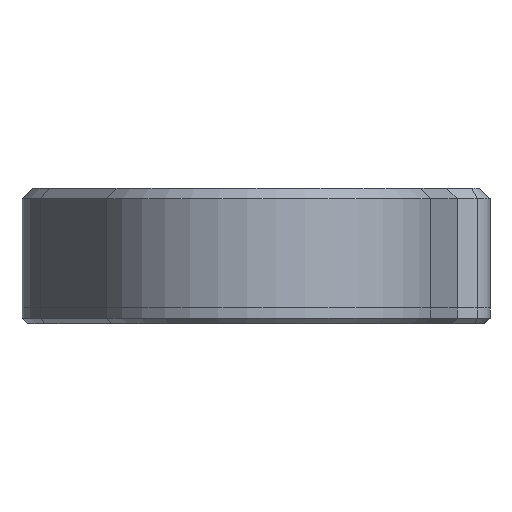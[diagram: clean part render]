
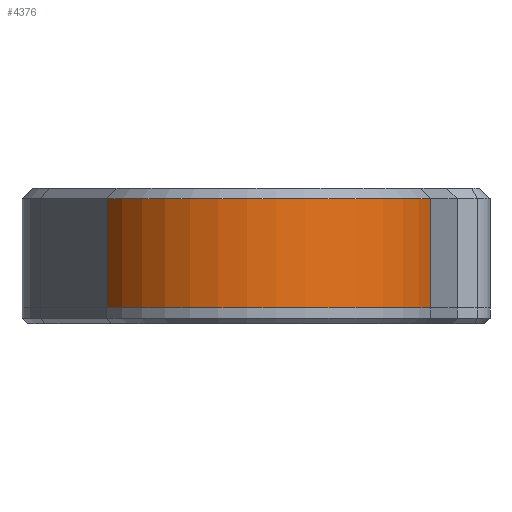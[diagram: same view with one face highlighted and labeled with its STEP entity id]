
A CAD part, front view. The second image highlights one B-rep face of the part: STEP entity #4376.
In plain terms, the highlighted cylindrical face has radius 34 mm (diameter 68 mm), a partial arc.
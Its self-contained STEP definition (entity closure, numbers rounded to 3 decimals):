
#341=CYLINDRICAL_SURFACE('',#4780,34.);
#553=FACE_OUTER_BOUND('',#846,.T.);
#846=EDGE_LOOP('',(#3699,#3700,#3701,#3702));
#1121=LINE('',#9496,#1419);
#1137=LINE('',#9539,#1435);
#1419=VECTOR('',#5683,10.);
#1435=VECTOR('',#5745,10.);
#1680=CIRCLE('',#4670,34.);
#1708=CIRCLE('',#4752,34.);
#2017=VERTEX_POINT('',#9260);
#2018=VERTEX_POINT('',#9262);
#2078=VERTEX_POINT('',#9482);
#2079=VERTEX_POINT('',#9486);
#2517=EDGE_CURVE('',#2018,#2017,#1680,.T.);
#2626=EDGE_CURVE('',#2078,#2079,#1708,.T.);
#2630=EDGE_CURVE('',#2018,#2078,#1121,.T.);
#2650=EDGE_CURVE('',#2017,#2079,#1137,.T.);
#3699=ORIENTED_EDGE('',*,*,#2517,.T.);
#3700=ORIENTED_EDGE('',*,*,#2650,.T.);
#3701=ORIENTED_EDGE('',*,*,#2626,.F.);
#3702=ORIENTED_EDGE('',*,*,#2630,.F.);
#4376=ADVANCED_FACE('',(#553),#341,.T.);
#4670=AXIS2_PLACEMENT_3D('',#9263,#5434,#5435);
#4752=AXIS2_PLACEMENT_3D('',#9488,#5670,#5671);
#4780=AXIS2_PLACEMENT_3D('',#9540,#5746,#5747);
#5434=DIRECTION('center_axis',(0.,0.,1.));
#5435=DIRECTION('ref_axis',(-0.889,0.458,0.));
#5670=DIRECTION('center_axis',(0.,0.,1.));
#5671=DIRECTION('ref_axis',(0.889,-0.458,0.));
#5683=DIRECTION('',(0.,0.,1.));
#5745=DIRECTION('',(0.,0.,1.));
#5746=DIRECTION('center_axis',(0.,0.,1.));
#5747=DIRECTION('ref_axis',(0.069,-0.998,0.));
#9260=CARTESIAN_POINT('',(25.116,-195.66,-15.496));
#9262=CARTESIAN_POINT('',(-37.26,-200.002,-15.496));
#9263=CARTESIAN_POINT('Origin',(-7.,-184.5,-15.496));
#9482=CARTESIAN_POINT('',(-37.26,-200.002,5.504));
#9486=CARTESIAN_POINT('',(25.116,-195.66,5.504));
#9488=CARTESIAN_POINT('Origin',(-7.,-184.5,5.504));
#9496=CARTESIAN_POINT('',(-37.26,-200.002,5.504));
#9539=CARTESIAN_POINT('',(25.116,-195.66,5.504));
#9540=CARTESIAN_POINT('Origin',(-7.,-184.5,5.504));
